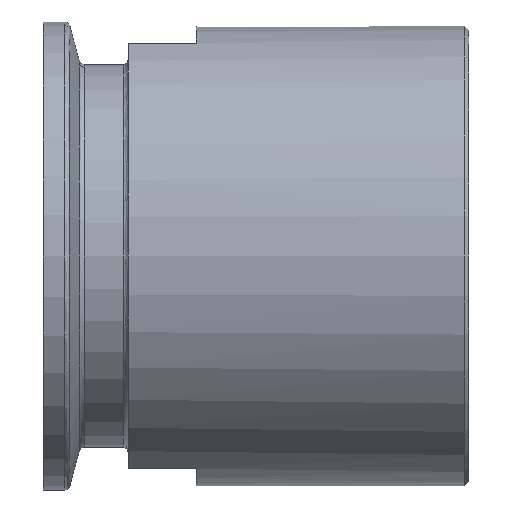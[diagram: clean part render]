
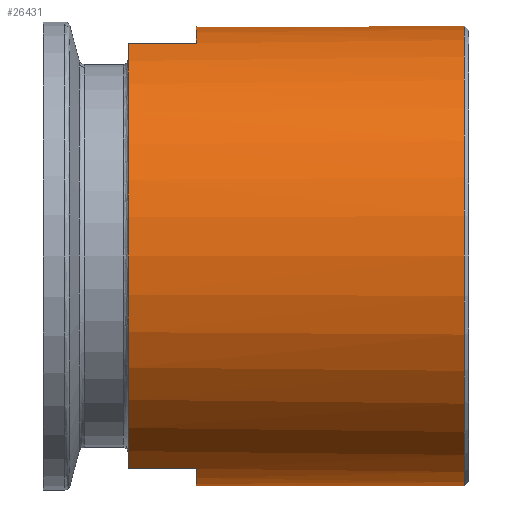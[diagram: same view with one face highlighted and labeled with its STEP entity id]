
A CAD part, front view. The second image highlights one B-rep face of the part: STEP entity #26431.
In plain terms, the highlighted cylindrical face has radius 27 mm (diameter 54 mm), a full revolution.
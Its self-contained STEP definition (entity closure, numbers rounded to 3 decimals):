
#105 = EDGE_CURVE ( 'NONE', #8547, #8547, #3250, .T. ) ;
#195 = FACE_OUTER_BOUND ( 'NONE', #17866, .T. ) ;
#1069 = EDGE_CURVE ( 'NONE', #30535, #6249, #25060, .T. ) ;
#1452 = ORIENTED_EDGE ( 'NONE', *, *, #1069, .T. ) ;
#2023 = VECTOR ( 'NONE', #8805, 1000. ) ;
#3250 = CIRCLE ( 'NONE', #33161, 27. ) ;
#3347 = VERTEX_POINT ( 'NONE', #12350 ) ;
#5186 = VERTEX_POINT ( 'NONE', #43360 ) ;
#5740 = CARTESIAN_POINT ( 'NONE',  ( 18., -10.198, 25. ) ) ;
#5806 = ORIENTED_EDGE ( 'NONE', *, *, #14717, .T. ) ;
#5920 = DIRECTION ( 'NONE',  ( 1., 0., 0. ) ) ;
#6086 = CARTESIAN_POINT ( 'NONE',  ( 10., 10.198, 25. ) ) ;
#6123 = CARTESIAN_POINT ( 'NONE',  ( 10., -10.198, 25. ) ) ;
#6249 = VERTEX_POINT ( 'NONE', #6123 ) ;
#7968 = CARTESIAN_POINT ( 'NONE',  ( 10., 0., 0. ) ) ;
#8112 = AXIS2_PLACEMENT_3D ( 'NONE', #18275, #10643, #21665 ) ;
#8248 = VERTEX_POINT ( 'NONE', #10011 ) ;
#8547 = VERTEX_POINT ( 'NONE', #49217 ) ;
#8805 = DIRECTION ( 'NONE',  ( -1., 0., 0. ) ) ;
#9141 = DIRECTION ( 'NONE',  ( 1., 0., 0. ) ) ;
#9309 = VERTEX_POINT ( 'NONE', #9483 ) ;
#9483 = CARTESIAN_POINT ( 'NONE',  ( 18., 10.198, 25. ) ) ;
#10011 = CARTESIAN_POINT ( 'NONE',  ( 18., 10.198, -25. ) ) ;
#10328 = LINE ( 'NONE', #25904, #12176 ) ;
#10569 = AXIS2_PLACEMENT_3D ( 'NONE', #26748, #30785, #11820 ) ;
#10643 = DIRECTION ( 'NONE',  ( 1., 0., 0. ) ) ;
#11729 = ORIENTED_EDGE ( 'NONE', *, *, #32202, .T. ) ;
#11820 = DIRECTION ( 'NONE',  ( 0., 0., -1. ) ) ;
#12027 = CARTESIAN_POINT ( 'NONE',  ( 18., 0., 0. ) ) ;
#12176 = VECTOR ( 'NONE', #5920, 1000. ) ;
#12283 = CIRCLE ( 'NONE', #46913, 27. ) ;
#12350 = CARTESIAN_POINT ( 'NONE',  ( 10., 10.198, 25. ) ) ;
#12480 = ORIENTED_EDGE ( 'NONE', *, *, #47120, .T. ) ;
#14626 = LINE ( 'NONE', #6086, #30348 ) ;
#14717 = EDGE_CURVE ( 'NONE', #9309, #30535, #44381, .T. ) ;
#15339 = ORIENTED_EDGE ( 'NONE', *, *, #17598, .T. ) ;
#15935 = DIRECTION ( 'NONE',  ( 0., 0., -1. ) ) ;
#17284 = ORIENTED_EDGE ( 'NONE', *, *, #48739, .T. ) ;
#17598 = EDGE_CURVE ( 'NONE', #8248, #48762, #39549, .T. ) ;
#17866 = EDGE_LOOP ( 'NONE', ( #1452, #36575, #17284, #45064, #15339, #11729, #12480, #5806 ) ) ;
#18275 = CARTESIAN_POINT ( 'NONE',  ( 10., 0., 0. ) ) ;
#18661 = CARTESIAN_POINT ( 'NONE',  ( 49.5, 0., 0. ) ) ;
#21665 = DIRECTION ( 'NONE',  ( 0., 0., -1. ) ) ;
#22025 = DIRECTION ( 'NONE',  ( 1., 0., 0. ) ) ;
#24670 = AXIS2_PLACEMENT_3D ( 'NONE', #47911, #9141, #40778 ) ;
#25060 = LINE ( 'NONE', #28592, #2023 ) ;
#25826 = DIRECTION ( 'NONE',  ( -1., 0., 0. ) ) ;
#25904 = CARTESIAN_POINT ( 'NONE',  ( 10., -10.198, -25. ) ) ;
#26360 = EDGE_CURVE ( 'NONE', #5186, #8248, #12283, .T. ) ;
#26431 = ADVANCED_FACE ( 'NONE', ( #195, #29859 ), #48039, .T. ) ;
#26748 = CARTESIAN_POINT ( 'NONE',  ( 18., 0., 0. ) ) ;
#28169 = VERTEX_POINT ( 'NONE', #43018 ) ;
#28592 = CARTESIAN_POINT ( 'NONE',  ( 10., -10.198, 25. ) ) ;
#29806 = DIRECTION ( 'NONE',  ( 0., 0., -1. ) ) ;
#29859 = FACE_OUTER_BOUND ( 'NONE', #43854, .T. ) ;
#30311 = DIRECTION ( 'NONE',  ( -1., 0., 0. ) ) ;
#30348 = VECTOR ( 'NONE', #22025, 1000. ) ;
#30535 = VERTEX_POINT ( 'NONE', #5740 ) ;
#30785 = DIRECTION ( 'NONE',  ( 1., 0., 0. ) ) ;
#31233 = EDGE_CURVE ( 'NONE', #6249, #28169, #33457, .T. ) ;
#31325 = AXIS2_PLACEMENT_3D ( 'NONE', #7968, #38626, #46579 ) ;
#32202 = EDGE_CURVE ( 'NONE', #48762, #3347, #49210, .T. ) ;
#33161 = AXIS2_PLACEMENT_3D ( 'NONE', #18661, #30311, #29806 ) ;
#33177 = CARTESIAN_POINT ( 'NONE',  ( 10., 10.198, -25. ) ) ;
#33457 = CIRCLE ( 'NONE', #24670, 27. ) ;
#36575 = ORIENTED_EDGE ( 'NONE', *, *, #31233, .T. ) ;
#37200 = ORIENTED_EDGE ( 'NONE', *, *, #105, .T. ) ;
#38626 = DIRECTION ( 'NONE',  ( 1., 0., 0. ) ) ;
#39549 = LINE ( 'NONE', #45119, #46194 ) ;
#40778 = DIRECTION ( 'NONE',  ( 0., 0., -1. ) ) ;
#43018 = CARTESIAN_POINT ( 'NONE',  ( 10., -10.198, -25. ) ) ;
#43360 = CARTESIAN_POINT ( 'NONE',  ( 18., -10.198, -25. ) ) ;
#43854 = EDGE_LOOP ( 'NONE', ( #37200 ) ) ;
#44381 = CIRCLE ( 'NONE', #10569, 27. ) ;
#45064 = ORIENTED_EDGE ( 'NONE', *, *, #26360, .T. ) ;
#45119 = CARTESIAN_POINT ( 'NONE',  ( 10., 10.198, -25. ) ) ;
#46194 = VECTOR ( 'NONE', #25826, 1000. ) ;
#46244 = DIRECTION ( 'NONE',  ( 1., 0., 0. ) ) ;
#46579 = DIRECTION ( 'NONE',  ( 0., 0., -1. ) ) ;
#46913 = AXIS2_PLACEMENT_3D ( 'NONE', #12027, #46244, #15935 ) ;
#47120 = EDGE_CURVE ( 'NONE', #3347, #9309, #14626, .T. ) ;
#47911 = CARTESIAN_POINT ( 'NONE',  ( 10., 0., 0. ) ) ;
#48039 = CYLINDRICAL_SURFACE ( 'NONE', #31325, 27. ) ;
#48739 = EDGE_CURVE ( 'NONE', #28169, #5186, #10328, .T. ) ;
#48762 = VERTEX_POINT ( 'NONE', #33177 ) ;
#49210 = CIRCLE ( 'NONE', #8112, 27. ) ;
#49217 = CARTESIAN_POINT ( 'NONE',  ( 49.5, 0., -27. ) ) ;
